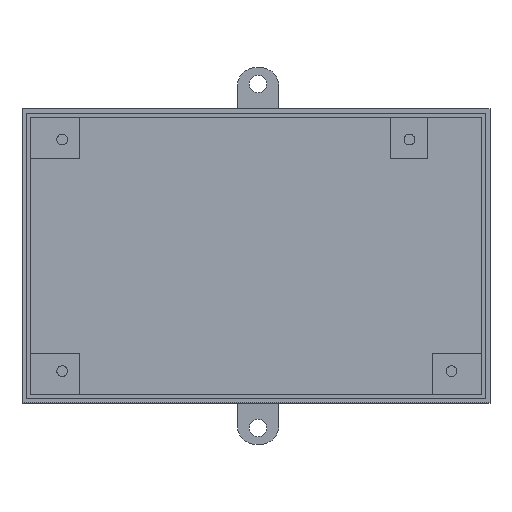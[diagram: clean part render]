
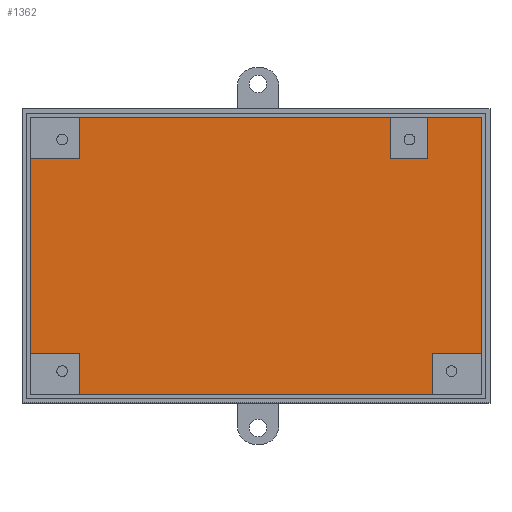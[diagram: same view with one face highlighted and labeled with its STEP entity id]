
A CAD part, top view. The second image highlights one B-rep face of the part: STEP entity #1362.
In plain terms, the highlighted planar face has unit normal (0, 0, 1).
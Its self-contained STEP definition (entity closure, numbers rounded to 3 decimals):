
#1045 = VERTEX_POINT('',#1046);
#1046 = CARTESIAN_POINT('',(2.,-60.,-21.));
#1052 = EDGE_CURVE('',#1045,#1053,#1055,.T.);
#1053 = VERTEX_POINT('',#1054);
#1054 = CARTESIAN_POINT('',(2.,-13.,-21.));
#1055 = LINE('',#1056,#1057);
#1056 = CARTESIAN_POINT('',(2.,-70.,-21.));
#1057 = VECTOR('',#1058,1.);
#1058 = DIRECTION('',(0.,1.,0.));
#1082 = EDGE_CURVE('',#1083,#1085,#1087,.T.);
#1083 = VERTEX_POINT('',#1084);
#1084 = CARTESIAN_POINT('',(14.,-3.,-21.));
#1085 = VERTEX_POINT('',#1086);
#1086 = CARTESIAN_POINT('',(52.,-3.,-21.));
#1087 = LINE('',#1088,#1089);
#1088 = CARTESIAN_POINT('',(2.,-3.,-21.));
#1089 = VECTOR('',#1090,1.);
#1090 = DIRECTION('',(1.,0.,0.));
#1109 = VERTEX_POINT('',#1110);
#1110 = CARTESIAN_POINT('',(111.,-3.,-21.));
#1116 = EDGE_CURVE('',#1117,#1109,#1119,.T.);
#1117 = VERTEX_POINT('',#1118);
#1118 = CARTESIAN_POINT('',(98.,-3.,-21.));
#1119 = LINE('',#1120,#1121);
#1120 = CARTESIAN_POINT('',(2.,-3.,-21.));
#1121 = VECTOR('',#1122,1.);
#1122 = DIRECTION('',(1.,0.,0.));
#1141 = VERTEX_POINT('',#1142);
#1142 = CARTESIAN_POINT('',(89.,-3.,-21.));
#1148 = EDGE_CURVE('',#1149,#1141,#1151,.T.);
#1149 = VERTEX_POINT('',#1150);
#1150 = CARTESIAN_POINT('',(62.,-3.,-21.));
#1151 = LINE('',#1152,#1153);
#1152 = CARTESIAN_POINT('',(2.,-3.,-21.));
#1153 = VECTOR('',#1154,1.);
#1154 = DIRECTION('',(1.,0.,0.));
#1186 = EDGE_CURVE('',#1187,#1189,#1191,.T.);
#1187 = VERTEX_POINT('',#1188);
#1188 = CARTESIAN_POINT('',(14.,-70.,-21.));
#1189 = VERTEX_POINT('',#1190);
#1190 = CARTESIAN_POINT('',(52.,-70.,-21.));
#1191 = LINE('',#1192,#1193);
#1192 = CARTESIAN_POINT('',(2.,-70.,-21.));
#1193 = VECTOR('',#1194,1.);
#1194 = DIRECTION('',(1.,0.,0.));
#1229 = VERTEX_POINT('',#1230);
#1230 = CARTESIAN_POINT('',(99.,-70.,-21.));
#1236 = EDGE_CURVE('',#1237,#1229,#1239,.T.);
#1237 = VERTEX_POINT('',#1238);
#1238 = CARTESIAN_POINT('',(62.,-70.,-21.));
#1239 = LINE('',#1240,#1241);
#1240 = CARTESIAN_POINT('',(2.,-70.,-21.));
#1241 = VECTOR('',#1242,1.);
#1242 = DIRECTION('',(1.,0.,0.));
#1284 = VERTEX_POINT('',#1285);
#1285 = CARTESIAN_POINT('',(111.,-60.,-21.));
#1291 = EDGE_CURVE('',#1284,#1109,#1292,.T.);
#1292 = LINE('',#1293,#1294);
#1293 = CARTESIAN_POINT('',(111.,-70.,-21.));
#1294 = VECTOR('',#1295,1.);
#1295 = DIRECTION('',(0.,1.,0.));
#1342 = EDGE_CURVE('',#1053,#1343,#1345,.T.);
#1343 = VERTEX_POINT('',#1344);
#1344 = CARTESIAN_POINT('',(14.,-13.,-21.));
#1345 = LINE('',#1346,#1347);
#1346 = CARTESIAN_POINT('',(2.,-13.,-21.));
#1347 = VECTOR('',#1348,1.);
#1348 = DIRECTION('',(1.,0.,0.));
#1362 = ADVANCED_FACE('',(#1363),#1441,.T.);
#1363 = FACE_BOUND('',#1364,.T.);
#1364 = EDGE_LOOP('',(#1365,#1366,#1374,#1380,#1381,#1387,#1388,#1396,
    #1402,#1403,#1404,#1412,#1420,#1426,#1427,#1433,#1434,#1440));
#1365 = ORIENTED_EDGE('',*,*,#1052,.F.);
#1366 = ORIENTED_EDGE('',*,*,#1367,.T.);
#1367 = EDGE_CURVE('',#1045,#1368,#1370,.T.);
#1368 = VERTEX_POINT('',#1369);
#1369 = CARTESIAN_POINT('',(14.,-60.,-21.));
#1370 = LINE('',#1371,#1372);
#1371 = CARTESIAN_POINT('',(2.,-60.,-21.));
#1372 = VECTOR('',#1373,1.);
#1373 = DIRECTION('',(1.,0.,0.));
#1374 = ORIENTED_EDGE('',*,*,#1375,.F.);
#1375 = EDGE_CURVE('',#1187,#1368,#1376,.T.);
#1376 = LINE('',#1377,#1378);
#1377 = CARTESIAN_POINT('',(14.,-70.,-21.));
#1378 = VECTOR('',#1379,1.);
#1379 = DIRECTION('',(0.,1.,0.));
#1380 = ORIENTED_EDGE('',*,*,#1186,.T.);
#1381 = ORIENTED_EDGE('',*,*,#1382,.T.);
#1382 = EDGE_CURVE('',#1189,#1237,#1383,.T.);
#1383 = LINE('',#1384,#1385);
#1384 = CARTESIAN_POINT('',(2.,-70.,-21.));
#1385 = VECTOR('',#1386,1.);
#1386 = DIRECTION('',(1.,0.,0.));
#1387 = ORIENTED_EDGE('',*,*,#1236,.T.);
#1388 = ORIENTED_EDGE('',*,*,#1389,.T.);
#1389 = EDGE_CURVE('',#1229,#1390,#1392,.T.);
#1390 = VERTEX_POINT('',#1391);
#1391 = CARTESIAN_POINT('',(99.,-60.,-21.));
#1392 = LINE('',#1393,#1394);
#1393 = CARTESIAN_POINT('',(99.,-70.,-21.));
#1394 = VECTOR('',#1395,1.);
#1395 = DIRECTION('',(0.,1.,0.));
#1396 = ORIENTED_EDGE('',*,*,#1397,.T.);
#1397 = EDGE_CURVE('',#1390,#1284,#1398,.T.);
#1398 = LINE('',#1399,#1400);
#1399 = CARTESIAN_POINT('',(99.,-60.,-21.));
#1400 = VECTOR('',#1401,1.);
#1401 = DIRECTION('',(1.,0.,0.));
#1402 = ORIENTED_EDGE('',*,*,#1291,.T.);
#1403 = ORIENTED_EDGE('',*,*,#1116,.F.);
#1404 = ORIENTED_EDGE('',*,*,#1405,.F.);
#1405 = EDGE_CURVE('',#1406,#1117,#1408,.T.);
#1406 = VERTEX_POINT('',#1407);
#1407 = CARTESIAN_POINT('',(98.,-13.,-21.));
#1408 = LINE('',#1409,#1410);
#1409 = CARTESIAN_POINT('',(98.,-13.,-21.));
#1410 = VECTOR('',#1411,1.);
#1411 = DIRECTION('',(0.,1.,0.));
#1412 = ORIENTED_EDGE('',*,*,#1413,.F.);
#1413 = EDGE_CURVE('',#1414,#1406,#1416,.T.);
#1414 = VERTEX_POINT('',#1415);
#1415 = CARTESIAN_POINT('',(89.,-13.,-21.));
#1416 = LINE('',#1417,#1418);
#1417 = CARTESIAN_POINT('',(89.,-13.,-21.));
#1418 = VECTOR('',#1419,1.);
#1419 = DIRECTION('',(1.,0.,0.));
#1420 = ORIENTED_EDGE('',*,*,#1421,.T.);
#1421 = EDGE_CURVE('',#1414,#1141,#1422,.T.);
#1422 = LINE('',#1423,#1424);
#1423 = CARTESIAN_POINT('',(89.,-13.,-21.));
#1424 = VECTOR('',#1425,1.);
#1425 = DIRECTION('',(0.,1.,0.));
#1426 = ORIENTED_EDGE('',*,*,#1148,.F.);
#1427 = ORIENTED_EDGE('',*,*,#1428,.F.);
#1428 = EDGE_CURVE('',#1085,#1149,#1429,.T.);
#1429 = LINE('',#1430,#1431);
#1430 = CARTESIAN_POINT('',(2.,-3.,-21.));
#1431 = VECTOR('',#1432,1.);
#1432 = DIRECTION('',(1.,0.,0.));
#1433 = ORIENTED_EDGE('',*,*,#1082,.F.);
#1434 = ORIENTED_EDGE('',*,*,#1435,.F.);
#1435 = EDGE_CURVE('',#1343,#1083,#1436,.T.);
#1436 = LINE('',#1437,#1438);
#1437 = CARTESIAN_POINT('',(14.,-13.,-21.));
#1438 = VECTOR('',#1439,1.);
#1439 = DIRECTION('',(0.,1.,0.));
#1440 = ORIENTED_EDGE('',*,*,#1342,.F.);
#1441 = PLANE('',#1442);
#1442 = AXIS2_PLACEMENT_3D('',#1443,#1444,#1445);
#1443 = CARTESIAN_POINT('',(2.,-70.,-21.));
#1444 = DIRECTION('',(0.,0.,1.));
#1445 = DIRECTION('',(1.,0.,0.));
